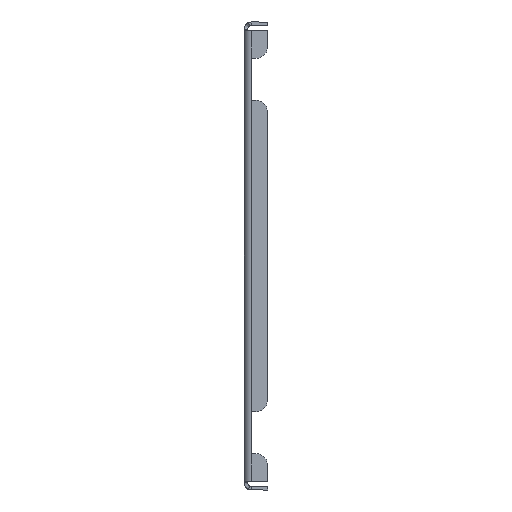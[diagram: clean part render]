
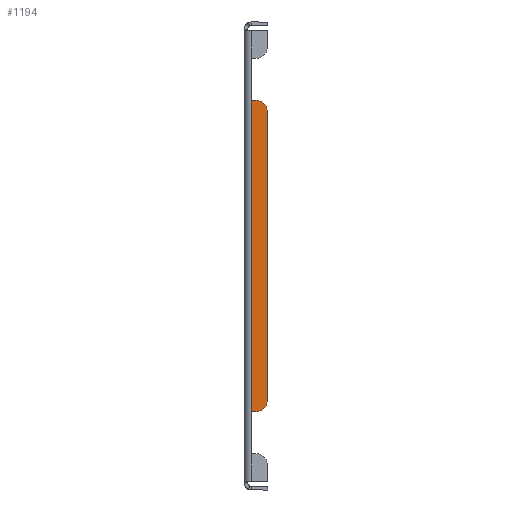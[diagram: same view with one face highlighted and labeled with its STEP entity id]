
A CAD part, left-side view. The second image highlights one B-rep face of the part: STEP entity #1194.
In plain terms, the highlighted planar face has unit normal (-1, 0, 0).
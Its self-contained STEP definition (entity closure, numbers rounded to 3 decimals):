
#13 = AXIS2_PLACEMENT_3D ( 'NONE', #3795, #3849, #517 ) ;
#18 = CARTESIAN_POINT ( 'NONE',  ( -223.5, -3., 66.5 ) ) ;
#22 = DIRECTION ( 'NONE',  ( 0., -1., 0. ) ) ;
#25 = CARTESIAN_POINT ( 'NONE',  ( -223.5, -5., 66.5 ) ) ;
#125 = AXIS2_PLACEMENT_3D ( 'NONE', #1694, #3502, #1084 ) ;
#170 = VERTEX_POINT ( 'NONE', #2740 ) ;
#346 = ORIENTED_EDGE ( 'NONE', *, *, #3723, .F. ) ;
#473 = EDGE_CURVE ( 'NONE', #564, #170, #3553, .T. ) ;
#495 = LINE ( 'NONE', #3145, #2834 ) ;
#517 = DIRECTION ( 'NONE',  ( 0., -1., 0. ) ) ;
#564 = VERTEX_POINT ( 'NONE', #18 ) ;
#623 = LINE ( 'NONE', #1224, #1131 ) ;
#797 = CARTESIAN_POINT ( 'NONE',  ( -223.5, 220.693, 66.5 ) ) ;
#1015 = VERTEX_POINT ( 'NONE', #2528 ) ;
#1053 = LINE ( 'NONE', #797, #3040 ) ;
#1061 = CIRCLE ( 'NONE', #3708, 5. ) ;
#1084 = DIRECTION ( 'NONE',  ( 0., 0., 1. ) ) ;
#1131 = VECTOR ( 'NONE', #2785, 1000. ) ;
#1194 = ADVANCED_FACE ( 'NONE', ( #3783 ), #2308, .T. ) ;
#1224 = CARTESIAN_POINT ( 'NONE',  ( -223.5, -10., -96.346 ) ) ;
#1300 = EDGE_CURVE ( 'NONE', #2237, #2178, #1061, .T. ) ;
#1344 = DIRECTION ( 'NONE',  ( 0., 1., 0. ) ) ;
#1612 = DIRECTION ( 'NONE',  ( 0., -1., 0. ) ) ;
#1645 = VERTEX_POINT ( 'NONE', #2795 ) ;
#1694 = CARTESIAN_POINT ( 'NONE',  ( -223.5, 220.693, 0. ) ) ;
#1799 = EDGE_CURVE ( 'NONE', #1015, #170, #495, .T. ) ;
#2087 = ORIENTED_EDGE ( 'NONE', *, *, #473, .T. ) ;
#2136 = EDGE_CURVE ( 'NONE', #2237, #1645, #623, .T. ) ;
#2178 = VERTEX_POINT ( 'NONE', #25 ) ;
#2237 = VERTEX_POINT ( 'NONE', #3367 ) ;
#2308 = PLANE ( 'NONE',  #125 ) ;
#2391 = ORIENTED_EDGE ( 'NONE', *, *, #1799, .F. ) ;
#2402 = DIRECTION ( 'NONE',  ( 0., 0., -1. ) ) ;
#2447 = ORIENTED_EDGE ( 'NONE', *, *, #1300, .T. ) ;
#2528 = CARTESIAN_POINT ( 'NONE',  ( -223.5, -5., -66.5 ) ) ;
#2718 = ORIENTED_EDGE ( 'NONE', *, *, #2136, .F. ) ;
#2724 = DIRECTION ( 'NONE',  ( -1., 0., 0. ) ) ;
#2740 = CARTESIAN_POINT ( 'NONE',  ( -223.5, -3., -66.5 ) ) ;
#2762 = VECTOR ( 'NONE', #2402, 1000. ) ;
#2782 = CIRCLE ( 'NONE', #13, 5. ) ;
#2785 = DIRECTION ( 'NONE',  ( 0., 0., -1. ) ) ;
#2795 = CARTESIAN_POINT ( 'NONE',  ( -223.5, -10., -61.5 ) ) ;
#2834 = VECTOR ( 'NONE', #1344, 1000. ) ;
#3040 = VECTOR ( 'NONE', #1612, 1000. ) ;
#3145 = CARTESIAN_POINT ( 'NONE',  ( -223.5, 220.693, -66.5 ) ) ;
#3147 = EDGE_CURVE ( 'NONE', #1015, #1645, #2782, .T. ) ;
#3287 = CARTESIAN_POINT ( 'NONE',  ( -223.5, -3., 0. ) ) ;
#3309 = CARTESIAN_POINT ( 'NONE',  ( -223.5, -5., 61.5 ) ) ;
#3321 = ORIENTED_EDGE ( 'NONE', *, *, #3147, .T. ) ;
#3367 = CARTESIAN_POINT ( 'NONE',  ( -223.5, -10., 61.5 ) ) ;
#3502 = DIRECTION ( 'NONE',  ( -1., 0., 0. ) ) ;
#3553 = LINE ( 'NONE', #3287, #2762 ) ;
#3672 = EDGE_LOOP ( 'NONE', ( #2718, #2447, #346, #2087, #2391, #3321 ) ) ;
#3708 = AXIS2_PLACEMENT_3D ( 'NONE', #3309, #2724, #22 ) ;
#3723 = EDGE_CURVE ( 'NONE', #564, #2178, #1053, .T. ) ;
#3783 = FACE_OUTER_BOUND ( 'NONE', #3672, .T. ) ;
#3795 = CARTESIAN_POINT ( 'NONE',  ( -223.5, -5., -61.5 ) ) ;
#3849 = DIRECTION ( 'NONE',  ( -1., 0., 0. ) ) ;
